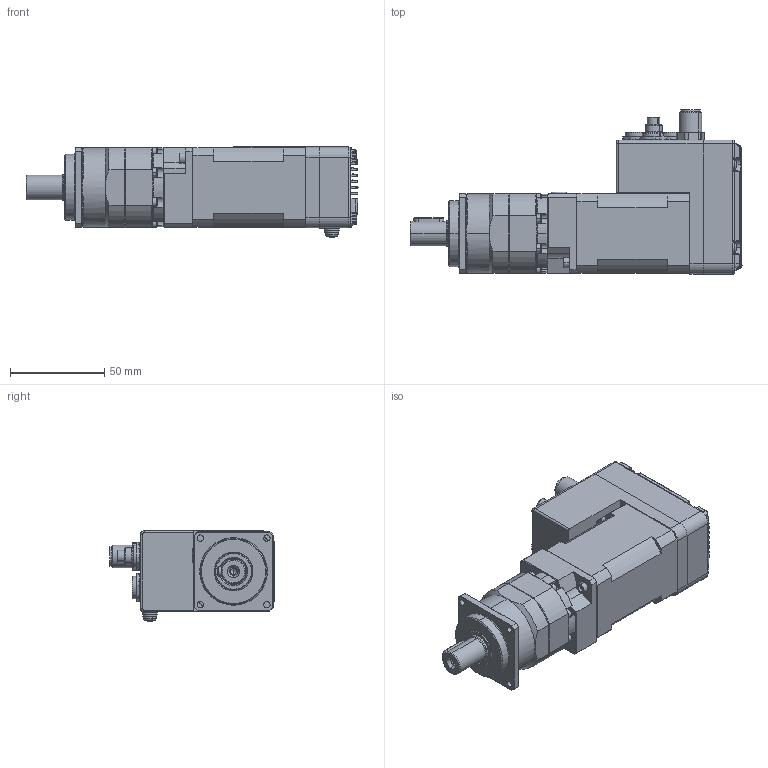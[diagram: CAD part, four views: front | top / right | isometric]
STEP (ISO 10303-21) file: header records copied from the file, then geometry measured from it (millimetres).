
FILE_DESCRIPTION (( 'STEP AP203' ), '1' );
FILE_NAME ('P11B-MO-042-05-R01.STEP', '2020-04-22T01:14:18', ( '' ), ( '' ), 'SwSTEP 2.0', 'SolidWorks 2018', '' );
FILE_SCHEMA (( 'CONFIG_CONTROL_DESIGN' ));
Length unit declared in the file: millimetre
Products named in the file (29): 20PS-JMCS-G-1B-TF(N); M119-EC-042-01-R00; pan cross head_ks_KS 1023 PC- M3 x 20-N; 42EC-PCB5-03; 42EC-PCB3-01; 09-0408-30-03(鱔褐)-1; sams; KMG; ST42 1ST_ル遽; pan cross head_ks_KS 1023 PC- M4 x 6-N; 86_1031_1100_00012-1; M119-EC-042-03-R00; 目池磐-家南-4P(傈盔)_荐 (09-0411-30-04)-2; small circular plain washer_jis_JIS B 1256 Small circular 4; M119-EC-042-02-R02; M117-MO-042-04-R01_湀_; 42EC-PCB4-03; 09-0408-30-03(鱔褐)-2; socket head cap screw_ks_KS 1003 - M3 x 8 x 8-N; 86_1031_1100_00012-2; 42EC-PCB2-01; spring lock washer_2_jis_JIS B 1251 No.2 4; M119-EC-042-05-R00; 877601016; 20R-JMCS-G-B-TF(NSA); pan cross head_ks_KS 1023 PC- M3 x 25-N; 目池磐-家南-4P(傈盔)_荐 (09-0411-30-04)-1; 791091004; P11B-MO-042-05-R01
Assembly tree (37 placements, depth 3):
  P11B-MO-042-05-R01
    M119-EC-042-02-R02
    pan cross head_ks_KS 1023 PC- M3 x 20-N  x2
    pan cross head_ks_KS 1023 PC- M3 x 25-N  x2
    42EC-PCB5-03
    M119-EC-042-01-R00
    M119-EC-042-03-R00
    42EC-PCB2-01
    86_1031_1100_00012-1
    86_1031_1100_00012-2
    09-0408-30-03(鱔褐)-1  x2
    09-0408-30-03(鱔褐)-2  x2
    目池磐-家南-4P(傈盔)_荐 (09-0411-30-04)-1
    目池磐-家南-4P(傈盔)_荐 (09-0411-30-04)-2
    42EC-PCB4-03
    20PS-JMCS-G-1B-TF(N)  x2
    20R-JMCS-G-B-TF(NSA)  x2
    42EC-PCB3-01
    791091004  x2
    877601016  x2
    KMG
    M119-EC-042-05-R00
    M117-MO-042-04-R01_湀_
    ST42 1ST_ル遽
    socket head cap screw_ks_KS 1003 - M3 x 8 x 8-N  x2
    sams
      small circular plain washer_jis_JIS B 1256 Small circular 4
      spring lock washer_2_jis_JIS B 1251 No.2 4
      pan cross head_ks_KS 1023 PC- M4 x 6-N
Bounding box: 176.1 x 87.1 x 47.84 mm (x, y, z)
Volume: 253735 mm3; surface area: 103397.1 mm2
Topology: 37 solids, 42 shells, 5625 faces, 14677 edges, 9282 vertices
Faces by surface type: plane 3442, cylinder 1258, cone 404, bspline 403, sphere 62, torus 56
Entity records: 133625 total; most frequent: CARTESIAN_POINT 34879, ORIENTED_EDGE 20426, DIRECTION 19186, EDGE_CURVE 10213, VERTEX_POINT 6472, LINE 6454, VECTOR 6454, AXIS2_PLACEMENT_3D 6366
